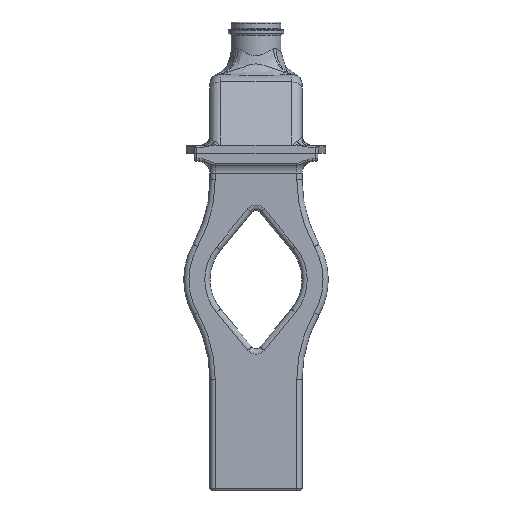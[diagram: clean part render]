
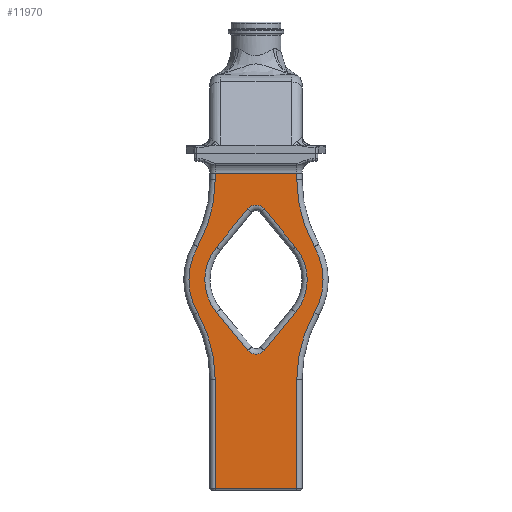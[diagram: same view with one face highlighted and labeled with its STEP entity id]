
A CAD part, front view. The second image highlights one B-rep face of the part: STEP entity #11970.
In plain terms, the highlighted planar face has unit normal (0, -1, 0).
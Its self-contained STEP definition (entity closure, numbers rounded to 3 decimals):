
#50=FACE_BOUND('',#3376,.T.);
#142=PLANE('',#13173);
#938=LINE('',#19226,#1562);
#1015=LINE('',#19992,#1639);
#1017=LINE('',#20003,#1641);
#1018=LINE('',#20011,#1642);
#1020=LINE('',#20023,#1644);
#1041=LINE('',#20139,#1665);
#1064=LINE('',#20257,#1688);
#1065=LINE('',#20259,#1689);
#1066=LINE('',#20261,#1690);
#1067=LINE('',#20262,#1691);
#1562=VECTOR('',#15009,10.);
#1639=VECTOR('',#15472,10.);
#1641=VECTOR('',#15486,10.);
#1642=VECTOR('',#15497,10.);
#1644=VECTOR('',#15511,10.);
#1665=VECTOR('',#15660,10.);
#1688=VECTOR('',#15765,10.);
#1689=VECTOR('',#15768,10.);
#1690=VECTOR('',#15769,10.);
#1691=VECTOR('',#15770,10.);
#2606=FACE_OUTER_BOUND('',#3375,.T.);
#3375=EDGE_LOOP('',(#9294,#9295,#9296,#9297,#9298,#9299,#9300,#9301,#9302,
#9303,#9304,#9305));
#3376=EDGE_LOOP('',(#9306,#9307,#9308,#9309,#9310,#9311,#9312,#9313));
#4259=CIRCLE('',#13054,19.5);
#4262=CIRCLE('',#13059,4.);
#4266=CIRCLE('',#13065,19.5);
#4268=CIRCLE('',#13069,4.);
#4291=CIRCLE('',#13111,52.);
#4293=CIRCLE('',#13114,25.5);
#4295=CIRCLE('',#13117,52.);
#4306=CIRCLE('',#13134,52.);
#4308=CIRCLE('',#13137,25.5);
#4310=CIRCLE('',#13140,52.);
#5010=VERTEX_POINT('',#19218);
#5012=VERTEX_POINT('',#19224);
#5141=VERTEX_POINT('',#19989);
#5142=VERTEX_POINT('',#19991);
#5144=VERTEX_POINT('',#19997);
#5145=VERTEX_POINT('',#20001);
#5146=VERTEX_POINT('',#20005);
#5147=VERTEX_POINT('',#20009);
#5149=VERTEX_POINT('',#20015);
#5151=VERTEX_POINT('',#20021);
#5173=VERTEX_POINT('',#20106);
#5174=VERTEX_POINT('',#20108);
#5175=VERTEX_POINT('',#20112);
#5176=VERTEX_POINT('',#20116);
#5182=VERTEX_POINT('',#20138);
#5183=VERTEX_POINT('',#20143);
#5184=VERTEX_POINT('',#20147);
#5185=VERTEX_POINT('',#20151);
#5213=VERTEX_POINT('',#20255);
#5214=VERTEX_POINT('',#20260);
#6344=EDGE_CURVE('',#5012,#5010,#938,.T.);
#6551=EDGE_CURVE('',#5141,#5142,#1015,.T.);
#6555=EDGE_CURVE('',#5144,#5141,#4259,.T.);
#6557=EDGE_CURVE('',#5145,#5144,#1017,.T.);
#6559=EDGE_CURVE('',#5146,#5145,#4262,.T.);
#6561=EDGE_CURVE('',#5147,#5146,#1018,.T.);
#6564=EDGE_CURVE('',#5149,#5147,#4266,.T.);
#6567=EDGE_CURVE('',#5151,#5149,#1020,.T.);
#6568=EDGE_CURVE('',#5142,#5151,#4268,.T.);
#6610=EDGE_CURVE('',#5173,#5174,#4291,.T.);
#6612=EDGE_CURVE('',#5174,#5175,#4293,.T.);
#6614=EDGE_CURVE('',#5175,#5176,#4295,.T.);
#6625=EDGE_CURVE('',#5010,#5182,#1041,.T.);
#6628=EDGE_CURVE('',#5182,#5183,#4306,.T.);
#6630=EDGE_CURVE('',#5183,#5184,#4308,.T.);
#6632=EDGE_CURVE('',#5184,#5185,#4310,.T.);
#6676=EDGE_CURVE('',#5185,#5213,#1064,.T.);
#6677=EDGE_CURVE('',#5176,#5012,#1065,.T.);
#6678=EDGE_CURVE('',#5214,#5173,#1066,.T.);
#6679=EDGE_CURVE('',#5213,#5214,#1067,.T.);
#9294=ORIENTED_EDGE('',*,*,#6677,.F.);
#9295=ORIENTED_EDGE('',*,*,#6614,.F.);
#9296=ORIENTED_EDGE('',*,*,#6612,.F.);
#9297=ORIENTED_EDGE('',*,*,#6610,.F.);
#9298=ORIENTED_EDGE('',*,*,#6678,.F.);
#9299=ORIENTED_EDGE('',*,*,#6679,.F.);
#9300=ORIENTED_EDGE('',*,*,#6676,.F.);
#9301=ORIENTED_EDGE('',*,*,#6632,.F.);
#9302=ORIENTED_EDGE('',*,*,#6630,.F.);
#9303=ORIENTED_EDGE('',*,*,#6628,.F.);
#9304=ORIENTED_EDGE('',*,*,#6625,.F.);
#9305=ORIENTED_EDGE('',*,*,#6344,.F.);
#9306=ORIENTED_EDGE('',*,*,#6568,.F.);
#9307=ORIENTED_EDGE('',*,*,#6551,.F.);
#9308=ORIENTED_EDGE('',*,*,#6555,.F.);
#9309=ORIENTED_EDGE('',*,*,#6557,.F.);
#9310=ORIENTED_EDGE('',*,*,#6559,.F.);
#9311=ORIENTED_EDGE('',*,*,#6561,.F.);
#9312=ORIENTED_EDGE('',*,*,#6564,.F.);
#9313=ORIENTED_EDGE('',*,*,#6567,.F.);
#11970=ADVANCED_FACE('',(#2606,#50),#142,.T.);
#13054=AXIS2_PLACEMENT_3D('',#19999,#15480,#15481);
#13059=AXIS2_PLACEMENT_3D('',#20007,#15491,#15492);
#13065=AXIS2_PLACEMENT_3D('',#20017,#15504,#15505);
#13069=AXIS2_PLACEMENT_3D('',#20025,#15514,#15515);
#13111=AXIS2_PLACEMENT_3D('',#20109,#15617,#15618);
#13114=AXIS2_PLACEMENT_3D('',#20113,#15623,#15624);
#13117=AXIS2_PLACEMENT_3D('',#20117,#15629,#15630);
#13134=AXIS2_PLACEMENT_3D('',#20144,#15666,#15667);
#13137=AXIS2_PLACEMENT_3D('',#20148,#15672,#15673);
#13140=AXIS2_PLACEMENT_3D('',#20152,#15678,#15679);
#13173=AXIS2_PLACEMENT_3D('',#20258,#15766,#15767);
#15009=DIRECTION('',(-1.,0.,0.));
#15472=DIRECTION('',(0.636,0.,-0.771));
#15480=DIRECTION('center_axis',(0.,-1.,0.));
#15481=DIRECTION('ref_axis',(-1.,0.,0.));
#15486=DIRECTION('',(-0.636,0.,-0.771));
#15491=DIRECTION('center_axis',(0.,-1.,0.));
#15492=DIRECTION('ref_axis',(0.,0.,
1.));
#15497=DIRECTION('',(-0.636,0.,0.771));
#15504=DIRECTION('center_axis',(0.,-1.,0.));
#15505=DIRECTION('ref_axis',(1.,0.,0.));
#15511=DIRECTION('',(0.636,0.,0.771));
#15514=DIRECTION('center_axis',(0.,-1.,0.));
#15515=DIRECTION('ref_axis',(0.,0.,-1.));
#15617=DIRECTION('center_axis',(0.,-1.,0.));
#15618=DIRECTION('ref_axis',(-0.967,0.,-0.254));
#15623=DIRECTION('center_axis',(0.,1.,0.));
#15624=DIRECTION('ref_axis',(1.,0.,0.));
#15629=DIRECTION('center_axis',(0.,-1.,0.));
#15630=DIRECTION('ref_axis',(-0.967,0.,0.254));
#15660=DIRECTION('',(0.,0.,1.));
#15666=DIRECTION('center_axis',(0.,-1.,0.));
#15667=DIRECTION('ref_axis',(0.967,0.,0.254));
#15672=DIRECTION('center_axis',(0.,1.,0.));
#15673=DIRECTION('ref_axis',(-1.,0.,0.));
#15678=DIRECTION('center_axis',(0.,-1.,0.));
#15679=DIRECTION('ref_axis',(0.967,0.,-0.254));
#15765=DIRECTION('',(0.,0.,1.));
#15766=DIRECTION('center_axis',(0.,-1.,0.));
#15767=DIRECTION('ref_axis',(0.,0.,1.));
#15768=DIRECTION('',(0.,0.,-1.));
#15769=DIRECTION('',(0.,0.,-1.));
#15770=DIRECTION('',(1.,0.,0.));
#19218=CARTESIAN_POINT('',(-18.,-75.,20.4));
#19224=CARTESIAN_POINT('',(13.,-75.,20.4));
#19226=CARTESIAN_POINT('',(6.25,-75.,20.4));
#19989=CARTESIAN_POINT('',(-17.542,-75.,87.591));
#19991=CARTESIAN_POINT('',(-5.586,-75.,73.097));
#19992=CARTESIAN_POINT('',(-6.497,-75.,74.202));
#19997=CARTESIAN_POINT('',(-17.542,-75.,112.409));
#19999=CARTESIAN_POINT('Origin',(-2.5,-75.,100.));
#20001=CARTESIAN_POINT('',(-5.586,-75.,126.903));
#20003=CARTESIAN_POINT('',(-21.837,-75.,107.202));
#20005=CARTESIAN_POINT('',(0.586,-75.,126.903));
#20007=CARTESIAN_POINT('Origin',(-2.5,-75.,124.357));
#20009=CARTESIAN_POINT('',(12.542,-75.,112.409));
#20011=CARTESIAN_POINT('',(10.088,-75.,115.384));
#20015=CARTESIAN_POINT('',(12.542,-75.,87.591));
#20017=CARTESIAN_POINT('Origin',(-2.5,-75.,100.));
#20021=CARTESIAN_POINT('',(0.586,-75.,73.097));
#20023=CARTESIAN_POINT('',(8.247,-75.,82.384));
#20025=CARTESIAN_POINT('Origin',(-2.5,-75.,75.643));
#20106=CARTESIAN_POINT('',(13.,-75.,138.079));
#20108=CARTESIAN_POINT('',(19.71,-75.,112.529));
#20109=CARTESIAN_POINT('Origin',(65.,-75.,138.079));
#20112=CARTESIAN_POINT('',(19.71,-75.,87.471));
#20113=CARTESIAN_POINT('Origin',(-2.5,-75.,100.));
#20116=CARTESIAN_POINT('',(13.,-75.,61.921));
#20117=CARTESIAN_POINT('Origin',(65.,-75.,61.921));
#20138=CARTESIAN_POINT('',(-18.,-75.,61.921));
#20139=CARTESIAN_POINT('',(-18.,-75.,51.25));
#20143=CARTESIAN_POINT('',(-24.71,-75.,87.471));
#20144=CARTESIAN_POINT('Origin',(-70.,-75.,61.921));
#20147=CARTESIAN_POINT('',(-24.71,-75.,112.529));
#20148=CARTESIAN_POINT('Origin',(-2.5,-75.,100.));
#20151=CARTESIAN_POINT('',(-18.,-75.,138.079));
#20152=CARTESIAN_POINT('Origin',(-70.,-75.,138.079));
#20255=CARTESIAN_POINT('',(-18.,-75.,140.5));
#20257=CARTESIAN_POINT('',(-18.,-75.,113.75));
#20258=CARTESIAN_POINT('Origin',(-2.5,-75.,82.5));
#20259=CARTESIAN_POINT('',(13.,-75.,51.25));
#20260=CARTESIAN_POINT('',(13.,-75.,140.5));
#20261=CARTESIAN_POINT('',(13.,-75.,101.25));
#20262=CARTESIAN_POINT('',(-2.5,-75.,140.5));
